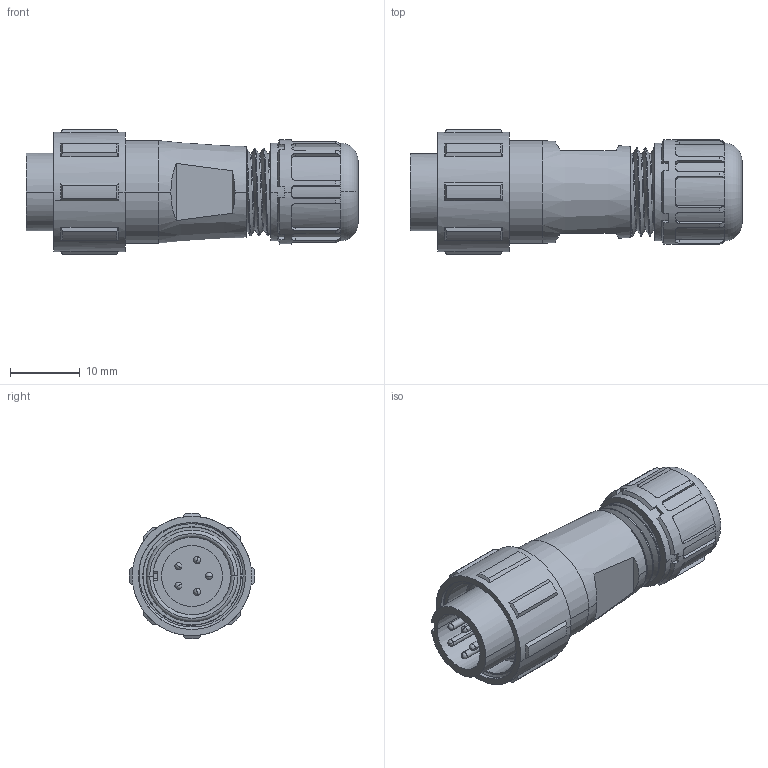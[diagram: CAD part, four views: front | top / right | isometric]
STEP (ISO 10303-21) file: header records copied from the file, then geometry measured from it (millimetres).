
FILE_DESCRIPTION((''),'2;1');
FILE_NAME('SP1310-P5','2020-02-27T',('Administrator'),(''),'CREO PARAMETRIC BY PTC INC, 2016130','CREO PARAMETRIC BY PTC INC, 2016130','');
FILE_SCHEMA(('CONFIG_CONTROL_DESIGN'));
Length unit declared in the file: millimetre
Products named in the file (1): SP1310-P5
Bounding box: 47.5 x 17.9 x 17.89 mm (x, y, z)
Volume: 5182.7 mm3; surface area: 6921 mm2
Topology: 2 solids, 3 shells, 342 faces, 957 edges, 633 vertices
Faces by surface type: cylinder 132, plane 111, cone 37, bspline 27, torus 22, sphere 10, extrusion 3
Entity records: 15318 total; most frequent: CARTESIAN_POINT 6705, ORIENTED_EDGE 1894, DIRECTION 1680, EDGE_CURVE 947, AXIS2_PLACEMENT_3D 671, VERTEX_POINT 633, EDGE_LOOP 384, CIRCLE 359
